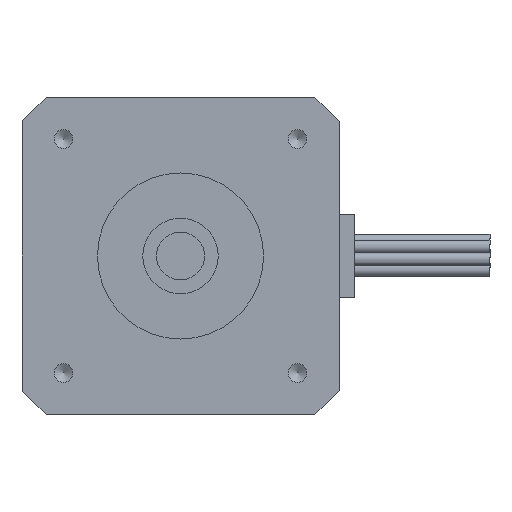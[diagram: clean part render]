
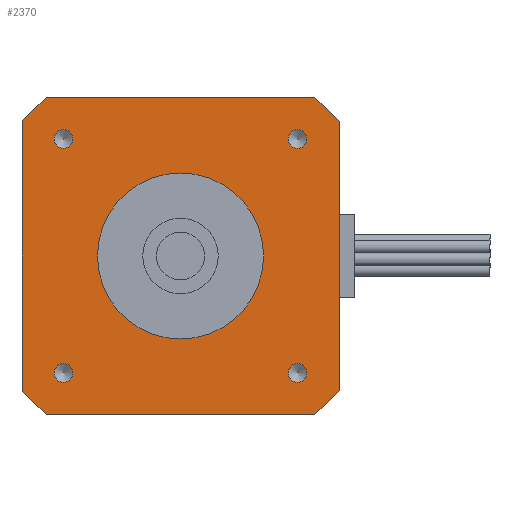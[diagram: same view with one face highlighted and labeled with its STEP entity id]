
A CAD part, front view. The second image highlights one B-rep face of the part: STEP entity #2370.
In plain terms, the highlighted planar face has unit normal (0, -1, 0).
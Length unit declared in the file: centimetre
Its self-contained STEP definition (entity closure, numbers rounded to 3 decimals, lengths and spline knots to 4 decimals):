
#83=LINE('',#3904,#200);
#88=LINE('',#3914,#205);
#98=LINE('',#3974,#215);
#100=LINE('',#3985,#217);
#200=VECTOR('',#3055,3.5511);
#205=VECTOR('',#3062,3.5511);
#215=VECTOR('',#3134,3.5511);
#217=VECTOR('',#3152,3.5511);
#399=FACE_BOUND('',#723,.T.);
#400=FACE_BOUND('',#724,.T.);
#401=FACE_BOUND('',#725,.T.);
#402=FACE_BOUND('',#726,.T.);
#403=FACE_BOUND('',#727,.T.);
#527=FACE_OUTER_BOUND('',#722,.T.);
#722=EDGE_LOOP('',(#1806,#1807,#1808,#1809,#1810,#1811,#1812,#1813));
#723=EDGE_LOOP('',(#1814));
#724=EDGE_LOOP('',(#1815));
#725=EDGE_LOOP('',(#1816));
#726=EDGE_LOOP('',(#1817));
#727=EDGE_LOOP('',(#1818));
#913=CIRCLE('',#2584,0.123);
#915=CIRCLE('',#2588,0.123);
#917=CIRCLE('',#2592,0.123);
#919=CIRCLE('',#2596,0.123);
#922=CIRCLE('',#2601,1.1);
#923=CIRCLE('',#2604,2.75);
#924=CIRCLE('',#2607,2.75);
#926=CIRCLE('',#2610,2.75);
#927=CIRCLE('',#2612,2.75);
#1106=VERTEX_POINT('',#3901);
#1107=VERTEX_POINT('',#3903);
#1110=VERTEX_POINT('',#3911);
#1111=VERTEX_POINT('',#3913);
#1117=VERTEX_POINT('',#3934);
#1119=VERTEX_POINT('',#3940);
#1121=VERTEX_POINT('',#3946);
#1123=VERTEX_POINT('',#3952);
#1126=VERTEX_POINT('',#3960);
#1127=VERTEX_POINT('',#3964);
#1128=VERTEX_POINT('',#3965);
#1130=VERTEX_POINT('',#3972);
#1131=VERTEX_POINT('',#3981);
#1355=EDGE_CURVE('',#1106,#1107,#83,.T.);
#1360=EDGE_CURVE('',#1110,#1111,#88,.T.);
#1370=EDGE_CURVE('',#1117,#1117,#913,.T.);
#1372=EDGE_CURVE('',#1119,#1119,#915,.T.);
#1374=EDGE_CURVE('',#1121,#1121,#917,.T.);
#1376=EDGE_CURVE('',#1123,#1123,#919,.T.);
#1379=EDGE_CURVE('',#1126,#1126,#922,.T.);
#1380=EDGE_CURVE('',#1127,#1128,#923,.T.);
#1385=EDGE_CURVE('',#1130,#1127,#98,.T.);
#1386=EDGE_CURVE('',#1107,#1130,#924,.T.);
#1388=EDGE_CURVE('',#1111,#1106,#926,.T.);
#1389=EDGE_CURVE('',#1131,#1110,#927,.T.);
#1391=EDGE_CURVE('',#1128,#1131,#100,.T.);
#1806=ORIENTED_EDGE('',*,*,#1391,.F.);
#1807=ORIENTED_EDGE('',*,*,#1380,.F.);
#1808=ORIENTED_EDGE('',*,*,#1385,.F.);
#1809=ORIENTED_EDGE('',*,*,#1386,.F.);
#1810=ORIENTED_EDGE('',*,*,#1355,.F.);
#1811=ORIENTED_EDGE('',*,*,#1388,.F.);
#1812=ORIENTED_EDGE('',*,*,#1360,.F.);
#1813=ORIENTED_EDGE('',*,*,#1389,.F.);
#1814=ORIENTED_EDGE('',*,*,#1370,.T.);
#1815=ORIENTED_EDGE('',*,*,#1372,.T.);
#1816=ORIENTED_EDGE('',*,*,#1374,.T.);
#1817=ORIENTED_EDGE('',*,*,#1376,.T.);
#1818=ORIENTED_EDGE('',*,*,#1379,.T.);
#2192=PLANE('',#2615);
#2370=ADVANCED_FACE('',(#527,#399,#400,#401,#402,#403),#2192,.T.);
#2584=AXIS2_PLACEMENT_3D('',#3935,#3086,#3087);
#2588=AXIS2_PLACEMENT_3D('',#3941,#3094,#3095);
#2592=AXIS2_PLACEMENT_3D('',#3947,#3102,#3103);
#2596=AXIS2_PLACEMENT_3D('',#3953,#3110,#3111);
#2601=AXIS2_PLACEMENT_3D('',#3961,#3120,#3121);
#2604=AXIS2_PLACEMENT_3D('',#3966,#3126,#3127);
#2607=AXIS2_PLACEMENT_3D('',#3976,#3137,#3138);
#2610=AXIS2_PLACEMENT_3D('',#3979,#3143,#3144);
#2612=AXIS2_PLACEMENT_3D('',#3982,#3147,#3148);
#2615=AXIS2_PLACEMENT_3D('',#3987,#3155,#3156);
#3055=DIRECTION('',(0.,0.,-1.));
#3062=DIRECTION('',(1.,0.,0.));
#3086=DIRECTION('center_axis',(0.,1.,0.));
#3087=DIRECTION('ref_axis',(1.,0.,0.));
#3094=DIRECTION('center_axis',(0.,1.,0.));
#3095=DIRECTION('ref_axis',(1.,0.,0.));
#3102=DIRECTION('center_axis',(0.,1.,0.));
#3103=DIRECTION('ref_axis',(1.,0.,0.));
#3110=DIRECTION('center_axis',(0.,1.,0.));
#3111=DIRECTION('ref_axis',(1.,0.,0.));
#3120=DIRECTION('center_axis',(0.,1.,0.));
#3121=DIRECTION('ref_axis',(-1.,0.,0.));
#3126=DIRECTION('center_axis',(0.,1.,0.));
#3127=DIRECTION('ref_axis',(-0.646,0.,-0.764));
#3134=DIRECTION('',(-1.,0.,0.));
#3137=DIRECTION('center_axis',(0.,1.,0.));
#3138=DIRECTION('ref_axis',(0.764,0.,-0.646));
#3143=DIRECTION('center_axis',(0.,1.,0.));
#3144=DIRECTION('ref_axis',(0.646,0.,0.764));
#3147=DIRECTION('center_axis',(0.,1.,0.));
#3148=DIRECTION('ref_axis',(-0.764,0.,0.646));
#3152=DIRECTION('',(0.,0.,1.));
#3155=DIRECTION('center_axis',(0.,-1.,0.));
#3156=DIRECTION('ref_axis',(0.,0.,-1.));
#3901=CARTESIAN_POINT('',(7.4055,2.8892,9.1755));
#3903=CARTESIAN_POINT('',(7.4055,2.8892,5.6245));
#3904=CARTESIAN_POINT('',(7.4055,2.8892,9.1755));
#3911=CARTESIAN_POINT('',(3.53,2.8892,9.5));
#3913=CARTESIAN_POINT('',(7.0811,2.8892,9.5));
#3914=CARTESIAN_POINT('',(3.53,2.8892,9.5));
#3934=CARTESIAN_POINT('',(6.9785,2.8892,5.85));
#3935=CARTESIAN_POINT('Origin',(6.8555,2.8892,5.85));
#3940=CARTESIAN_POINT('',(3.8785,2.8892,8.95));
#3941=CARTESIAN_POINT('Origin',(3.7555,2.8892,8.95));
#3946=CARTESIAN_POINT('',(6.9785,2.8892,8.95));
#3947=CARTESIAN_POINT('Origin',(6.8555,2.8892,8.95));
#3952=CARTESIAN_POINT('',(3.8785,2.8892,5.85));
#3953=CARTESIAN_POINT('Origin',(3.7555,2.8892,5.85));
#3960=CARTESIAN_POINT('',(6.4055,2.8892,7.4));
#3961=CARTESIAN_POINT('Origin',(5.3055,2.8892,7.4));
#3964=CARTESIAN_POINT('',(3.53,2.8892,5.3));
#3965=CARTESIAN_POINT('',(3.2055,2.8892,5.6245));
#3966=CARTESIAN_POINT('Origin',(5.3055,2.8892,7.4));
#3972=CARTESIAN_POINT('',(7.0811,2.8892,5.3));
#3974=CARTESIAN_POINT('',(7.0811,2.8892,5.3));
#3976=CARTESIAN_POINT('Origin',(5.3055,2.8892,7.4));
#3979=CARTESIAN_POINT('Origin',(5.3055,2.8892,7.4));
#3981=CARTESIAN_POINT('',(3.2055,2.8892,9.1755));
#3982=CARTESIAN_POINT('Origin',(5.3055,2.8892,7.4));
#3985=CARTESIAN_POINT('',(3.2055,2.8892,5.6245));
#3987=CARTESIAN_POINT('Origin',(4.2952,2.8892,8.4103));
